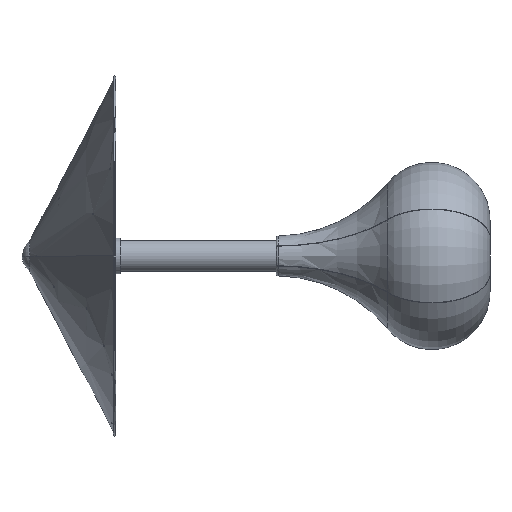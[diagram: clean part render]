
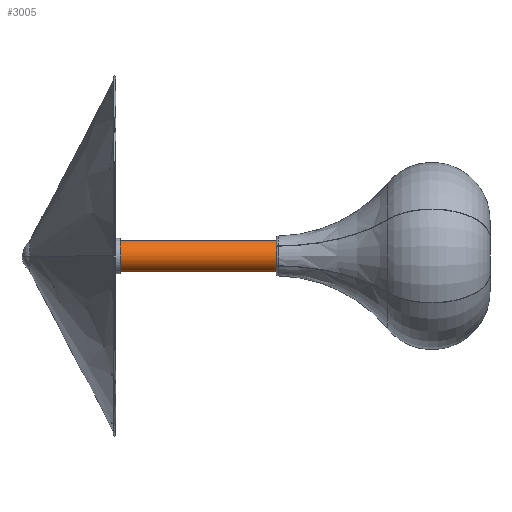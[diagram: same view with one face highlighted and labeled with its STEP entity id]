
A CAD part, left-side view. The second image highlights one B-rep face of the part: STEP entity #3005.
In plain terms, the highlighted cylindrical face has radius 11.113 mm (diameter 22.225 mm), a partial arc.
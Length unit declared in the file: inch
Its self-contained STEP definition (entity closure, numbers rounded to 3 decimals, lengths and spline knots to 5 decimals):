
#357 = CARTESIAN_POINT ( 'NONE',  ( 0., 1., 0. ) ) ;
#359 = VERTEX_POINT ( 'NONE', #7610 ) ;
#423 = EDGE_CURVE ( 'NONE', #5893, #4929, #5455, .T. ) ;
#777 = CARTESIAN_POINT ( 'NONE',  ( 0., 1., -0.4375 ) ) ;
#924 = FACE_OUTER_BOUND ( 'NONE', #5624, .T. ) ;
#1140 = CARTESIAN_POINT ( 'NONE',  ( 0., 7.375, 0.4375 ) ) ;
#1344 = ORIENTED_EDGE ( 'NONE', *, *, #6536, .F. ) ;
#1573 = CIRCLE ( 'NONE', #3199, 0.4375 ) ;
#1604 = DIRECTION ( 'NONE',  ( 0., 0., 1. ) ) ;
#1757 = CIRCLE ( 'NONE', #5763, 0.4375 ) ;
#2666 = CARTESIAN_POINT ( 'NONE',  ( 0., 7.375, 0. ) ) ;
#2674 = AXIS2_PLACEMENT_3D ( 'NONE', #5803, #6367, #1604 ) ;
#3005 = ADVANCED_FACE ( 'NONE', ( #924 ), #5579, .T. ) ;
#3199 = AXIS2_PLACEMENT_3D ( 'NONE', #357, #4608, #6965 ) ;
#3292 = DIRECTION ( 'NONE',  ( 0., 1., 0. ) ) ;
#3468 = DIRECTION ( 'NONE',  ( 0., 1., 0. ) ) ;
#3833 = EDGE_CURVE ( 'NONE', #4372, #5893, #1573, .T. ) ;
#4372 = VERTEX_POINT ( 'NONE', #6957 ) ;
#4438 = VECTOR ( 'NONE', #3468, 39.37008 ) ;
#4608 = DIRECTION ( 'NONE',  ( 0., 1., 0. ) ) ;
#4649 = CARTESIAN_POINT ( 'NONE',  ( 0., 1., 0.4375 ) ) ;
#4747 = EDGE_CURVE ( 'NONE', #4372, #359, #6427, .T. ) ;
#4929 = VERTEX_POINT ( 'NONE', #1140 ) ;
#5143 = ORIENTED_EDGE ( 'NONE', *, *, #423, .T. ) ;
#5455 = LINE ( 'NONE', #4649, #4438 ) ;
#5536 = DIRECTION ( 'NONE',  ( 0., 1., 0. ) ) ;
#5579 = CYLINDRICAL_SURFACE ( 'NONE', #2674, 0.4375 ) ;
#5624 = EDGE_LOOP ( 'NONE', ( #6188, #7802, #5143, #1344 ) ) ;
#5763 = AXIS2_PLACEMENT_3D ( 'NONE', #2666, #3292, #7524 ) ;
#5803 = CARTESIAN_POINT ( 'NONE',  ( 0., 1., 0. ) ) ;
#5893 = VERTEX_POINT ( 'NONE', #5951 ) ;
#5951 = CARTESIAN_POINT ( 'NONE',  ( 0., 1., 0.4375 ) ) ;
#6188 = ORIENTED_EDGE ( 'NONE', *, *, #4747, .F. ) ;
#6367 = DIRECTION ( 'NONE',  ( 0., 1., 0. ) ) ;
#6427 = LINE ( 'NONE', #777, #6988 ) ;
#6536 = EDGE_CURVE ( 'NONE', #359, #4929, #1757, .T. ) ;
#6957 = CARTESIAN_POINT ( 'NONE',  ( 0., 1., -0.4375 ) ) ;
#6965 = DIRECTION ( 'NONE',  ( 0., 0., 1. ) ) ;
#6988 = VECTOR ( 'NONE', #5536, 39.37008 ) ;
#7524 = DIRECTION ( 'NONE',  ( 0., 0., 1. ) ) ;
#7610 = CARTESIAN_POINT ( 'NONE',  ( 0., 7.375, -0.4375 ) ) ;
#7802 = ORIENTED_EDGE ( 'NONE', *, *, #3833, .T. ) ;
